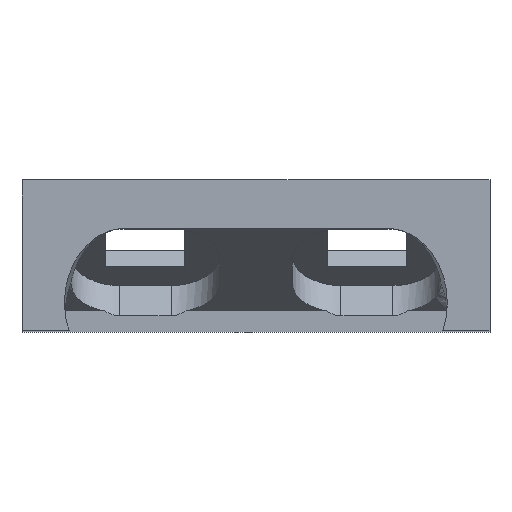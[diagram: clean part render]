
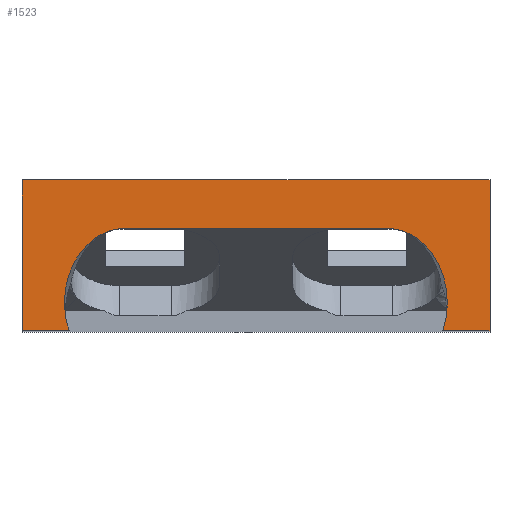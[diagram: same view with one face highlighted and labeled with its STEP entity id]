
A CAD part, top view. The second image highlights one B-rep face of the part: STEP entity #1523.
In plain terms, the highlighted planar face has unit normal (0, 0, 1).
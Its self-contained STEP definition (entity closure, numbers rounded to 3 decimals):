
#31=ELLIPSE('',#1627,4.885,4.);
#32=ELLIPSE('',#1628,4.885,4.);
#155=FACE_OUTER_BOUND('',#242,.T.);
#242=EDGE_LOOP('',(#1062,#1063,#1064,#1065,#1066,#1067,#1068,#1069));
#320=LINE('',#2150,#463);
#329=LINE('',#2210,#472);
#350=LINE('',#2282,#493);
#356=LINE('',#2407,#499);
#357=LINE('',#2411,#500);
#358=LINE('',#2414,#501);
#463=VECTOR('',#1746,10.);
#472=VECTOR('',#1765,10.);
#493=VECTOR('',#1794,10.);
#499=VECTOR('',#1810,10.);
#500=VECTOR('',#1813,10.);
#501=VECTOR('',#1816,10.);
#606=VERTEX_POINT('',#2147);
#607=VERTEX_POINT('',#2149);
#619=VERTEX_POINT('',#2208);
#644=VERTEX_POINT('',#2280);
#649=VERTEX_POINT('',#2406);
#650=VERTEX_POINT('',#2408);
#651=VERTEX_POINT('',#2410);
#652=VERTEX_POINT('',#2412);
#758=EDGE_CURVE('',#606,#607,#320,.T.);
#773=EDGE_CURVE('',#606,#619,#329,.T.);
#800=EDGE_CURVE('',#644,#619,#350,.T.);
#810=EDGE_CURVE('',#649,#644,#356,.T.);
#811=EDGE_CURVE('',#650,#649,#31,.T.);
#812=EDGE_CURVE('',#651,#650,#357,.T.);
#813=EDGE_CURVE('',#652,#651,#32,.T.);
#814=EDGE_CURVE('',#652,#607,#358,.T.);
#1062=ORIENTED_EDGE('',*,*,#773,.T.);
#1063=ORIENTED_EDGE('',*,*,#800,.F.);
#1064=ORIENTED_EDGE('',*,*,#810,.F.);
#1065=ORIENTED_EDGE('',*,*,#811,.F.);
#1066=ORIENTED_EDGE('',*,*,#812,.F.);
#1067=ORIENTED_EDGE('',*,*,#813,.F.);
#1068=ORIENTED_EDGE('',*,*,#814,.T.);
#1069=ORIENTED_EDGE('',*,*,#758,.F.);
#1468=PLANE('',#1626);
#1523=ADVANCED_FACE('',(#155),#1468,.F.);
#1626=AXIS2_PLACEMENT_3D('',#2405,#1808,#1809);
#1627=AXIS2_PLACEMENT_3D('',#2409,#1811,#1812);
#1628=AXIS2_PLACEMENT_3D('',#2413,#1814,#1815);
#1746=DIRECTION('',(0.,-1.,0.));
#1765=DIRECTION('',(-1.,0.,0.));
#1794=DIRECTION('',(0.,1.,0.));
#1808=DIRECTION('center_axis',(0.,0.,
-1.));
#1809=DIRECTION('ref_axis',(-1.,0.,0.));
#1810=DIRECTION('',(-1.,0.,0.));
#1811=DIRECTION('center_axis',(0.,0.,
1.));
#1812=DIRECTION('ref_axis',(0.,1.,0.));
#1813=DIRECTION('',(-1.,0.,0.));
#1814=DIRECTION('center_axis',(0.,0.,
1.));
#1815=DIRECTION('ref_axis',(0.,1.,0.));
#1816=DIRECTION('',(1.,0.,0.));
#2147=CARTESIAN_POINT('',(163.117,-143.43,68.35));
#2149=CARTESIAN_POINT('',(163.117,-153.355,68.35));
#2150=CARTESIAN_POINT('',(163.117,-145.873,68.35));
#2208=CARTESIAN_POINT('',(132.317,-143.43,68.35));
#2210=CARTESIAN_POINT('',(147.715,-143.43,68.35));
#2280=CARTESIAN_POINT('',(132.317,-153.355,68.35));
#2282=CARTESIAN_POINT('',(132.317,-150.873,68.35));
#2405=CARTESIAN_POINT('Origin',(147.713,-144.79,68.35));
#2406=CARTESIAN_POINT('',(135.417,-153.355,68.35));
#2407=CARTESIAN_POINT('',(135.118,-153.355,68.35));
#2408=CARTESIAN_POINT('',(139.118,-146.617,68.35));
#2409=CARTESIAN_POINT('Origin',(139.118,-151.502,68.35));
#2410=CARTESIAN_POINT('',(156.307,-146.617,68.35));
#2411=CARTESIAN_POINT('',(147.722,-146.617,68.35));
#2412=CARTESIAN_POINT('',(160.008,-153.355,68.35));
#2413=CARTESIAN_POINT('Origin',(156.307,-151.502,68.35));
#2414=CARTESIAN_POINT('',(160.307,-153.355,68.35));
